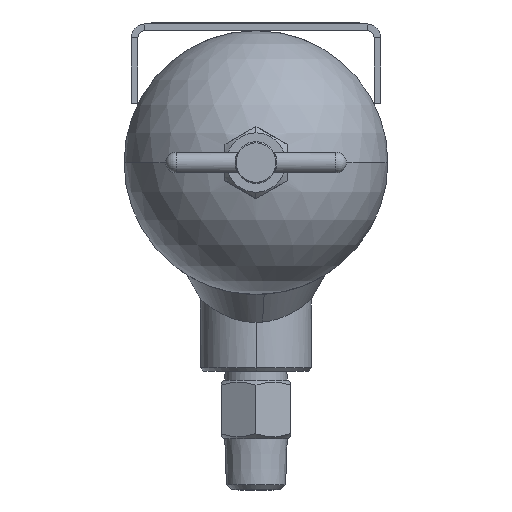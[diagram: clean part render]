
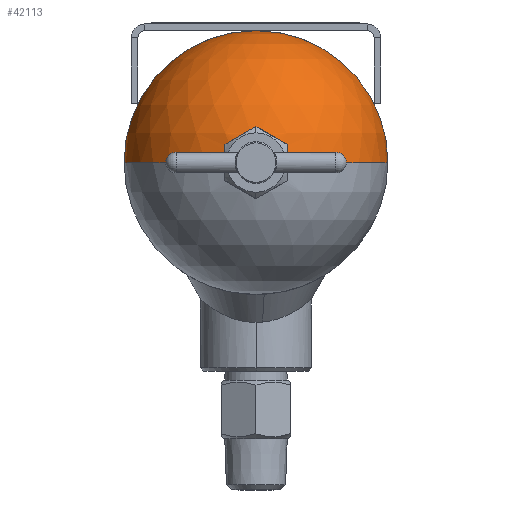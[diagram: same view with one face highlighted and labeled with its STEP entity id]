
A CAD part, front view. The second image highlights one B-rep face of the part: STEP entity #42113.
In plain terms, the highlighted spherical face has radius 30.163 mm.
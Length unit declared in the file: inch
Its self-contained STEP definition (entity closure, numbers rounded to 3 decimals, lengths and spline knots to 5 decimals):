
#3133 = CARTESIAN_POINT ( 'NONE',  ( 0., -0.1875, 0. ) ) ;
#4280 = CARTESIAN_POINT ( 'NONE',  ( 0., -0.1875, 0. ) ) ;
#4933 = ORIENTED_EDGE ( 'NONE', *, *, #11782, .T. ) ;
#5036 = AXIS2_PLACEMENT_3D ( 'NONE', #8697, #29250, #22333 ) ;
#6607 = CIRCLE ( 'NONE', #30788, 0.26335 ) ;
#8125 = VERTEX_POINT ( 'NONE', #19033 ) ;
#8609 = VERTEX_POINT ( 'NONE', #26965 ) ;
#8697 = CARTESIAN_POINT ( 'NONE',  ( 0., -0.1875, 0. ) ) ;
#8752 = CARTESIAN_POINT ( 'NONE',  ( 0., -1.34543, 0. ) ) ;
#9584 = DIRECTION ( 'NONE',  ( 0., 0., 1. ) ) ;
#10292 = DIRECTION ( 'NONE',  ( 0., 0., -1. ) ) ;
#10308 = AXIS2_PLACEMENT_3D ( 'NONE', #3133, #36477, #33426 ) ;
#10742 = VERTEX_POINT ( 'NONE', #37654 ) ;
#11782 = EDGE_CURVE ( 'NONE', #41395, #10742, #35437, .T. ) ;
#12668 = CARTESIAN_POINT ( 'NONE',  ( 0., -0.1875, 1.1875 ) ) ;
#12982 = AXIS2_PLACEMENT_3D ( 'NONE', #13334, #10292, #33253 ) ;
#13279 = EDGE_CURVE ( 'NONE', #21804, #26978, #6607, .T. ) ;
#13334 = CARTESIAN_POINT ( 'NONE',  ( 0., -0.1875, 0. ) ) ;
#14173 = CIRCLE ( 'NONE', #39764, 0.26335 ) ;
#15730 = AXIS2_PLACEMENT_3D ( 'NONE', #29469, #34136, #31559 ) ;
#15838 = FACE_OUTER_BOUND ( 'NONE', #17255, .T. ) ;
#16251 = SPHERICAL_SURFACE ( 'NONE', #15730, 1.1875 ) ;
#17044 = EDGE_CURVE ( 'NONE', #10742, #8609, #41184, .T. ) ;
#17255 = EDGE_LOOP ( 'NONE', ( #25880, #4933, #27810, #17687, #38707, #42596 ) ) ;
#17291 = EDGE_CURVE ( 'NONE', #8609, #21804, #14173, .T. ) ;
#17617 = AXIS2_PLACEMENT_3D ( 'NONE', #4280, #28110, #17701 ) ;
#17687 = ORIENTED_EDGE ( 'NONE', *, *, #17291, .T. ) ;
#17701 = DIRECTION ( 'NONE',  ( 1., 0., 0. ) ) ;
#17983 = CARTESIAN_POINT ( 'NONE',  ( 0.26335, -1.34543, 0. ) ) ;
#19033 = CARTESIAN_POINT ( 'NONE',  ( 1.1875, -0.1875, 0. ) ) ;
#19237 = CIRCLE ( 'NONE', #12982, 1.1875 ) ;
#19413 = CARTESIAN_POINT ( 'NONE',  ( 0., -1.34543, 0. ) ) ;
#19887 = EDGE_CURVE ( 'NONE', #8125, #41395, #41494, .T. ) ;
#21804 = VERTEX_POINT ( 'NONE', #39595 ) ;
#22250 = DIRECTION ( 'NONE',  ( 0., 1., 0. ) ) ;
#22333 = DIRECTION ( 'NONE',  ( 0., 0., -1. ) ) ;
#25880 = ORIENTED_EDGE ( 'NONE', *, *, #19887, .T. ) ;
#26965 = CARTESIAN_POINT ( 'NONE',  ( -0.26335, -1.34543, 0. ) ) ;
#26978 = VERTEX_POINT ( 'NONE', #17983 ) ;
#27568 = EDGE_CURVE ( 'NONE', #8125, #26978, #19237, .T. ) ;
#27810 = ORIENTED_EDGE ( 'NONE', *, *, #17044, .T. ) ;
#28110 = DIRECTION ( 'NONE',  ( 0., 0., 1. ) ) ;
#29250 = DIRECTION ( 'NONE',  ( 0., -1., 0. ) ) ;
#29469 = CARTESIAN_POINT ( 'NONE',  ( 0., -0.1875, 0. ) ) ;
#30788 = AXIS2_PLACEMENT_3D ( 'NONE', #8752, #35162, #9584 ) ;
#31559 = DIRECTION ( 'NONE',  ( 1., 0., 0. ) ) ;
#31990 = DIRECTION ( 'NONE',  ( 0., 0., 1. ) ) ;
#33253 = DIRECTION ( 'NONE',  ( -1., 0., 0. ) ) ;
#33426 = DIRECTION ( 'NONE',  ( 0., 0., -1. ) ) ;
#34136 = DIRECTION ( 'NONE',  ( 0., 0., 1. ) ) ;
#35162 = DIRECTION ( 'NONE',  ( 0., 1., 0. ) ) ;
#35437 = CIRCLE ( 'NONE', #5036, 1.1875 ) ;
#36477 = DIRECTION ( 'NONE',  ( 0., -1., 0. ) ) ;
#37654 = CARTESIAN_POINT ( 'NONE',  ( -1.1875, -0.1875, 0. ) ) ;
#38707 = ORIENTED_EDGE ( 'NONE', *, *, #13279, .T. ) ;
#39595 = CARTESIAN_POINT ( 'NONE',  ( 0., -1.34543, 0.26335 ) ) ;
#39764 = AXIS2_PLACEMENT_3D ( 'NONE', #19413, #22250, #31990 ) ;
#41184 = CIRCLE ( 'NONE', #17617, 1.1875 ) ;
#41395 = VERTEX_POINT ( 'NONE', #12668 ) ;
#41494 = CIRCLE ( 'NONE', #10308, 1.1875 ) ;
#42113 = ADVANCED_FACE ( 'NONE', ( #15838 ), #16251, .T. ) ;
#42596 = ORIENTED_EDGE ( 'NONE', *, *, #27568, .F. ) ;
